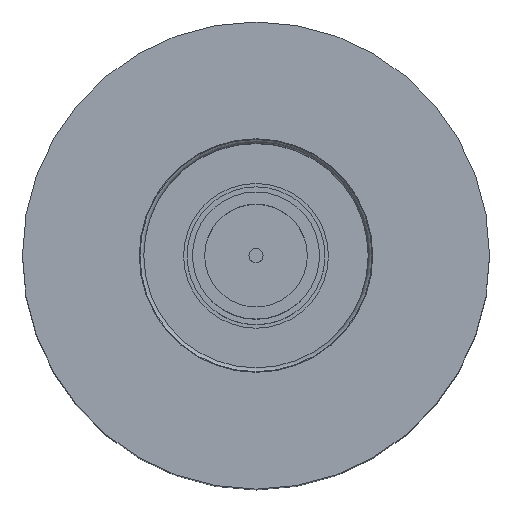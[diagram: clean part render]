
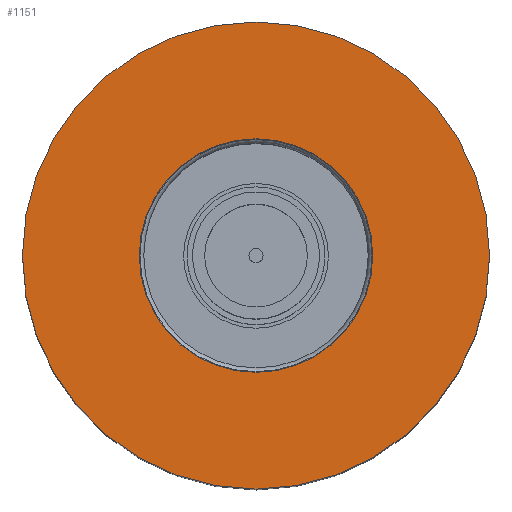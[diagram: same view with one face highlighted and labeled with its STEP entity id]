
A CAD part, top view. The second image highlights one B-rep face of the part: STEP entity #1151.
In plain terms, the highlighted planar face has unit normal (0, 0, 1).
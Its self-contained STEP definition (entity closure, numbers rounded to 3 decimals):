
#44=FACE_BOUND('',#173,.T.);
#63=PLANE('',#1289);
#97=FACE_OUTER_BOUND('',#172,.T.);
#172=EDGE_LOOP('',(#813,#814));
#173=EDGE_LOOP('',(#815,#816));
#327=CIRCLE('',#1290,12.7);
#328=CIRCLE('',#1291,12.7);
#329=CIRCLE('',#1292,6.35);
#330=CIRCLE('',#1293,6.35);
#462=VERTEX_POINT('',#1989);
#463=VERTEX_POINT('',#1990);
#464=VERTEX_POINT('',#1993);
#465=VERTEX_POINT('',#1994);
#596=EDGE_CURVE('',#462,#463,#327,.T.);
#597=EDGE_CURVE('',#463,#462,#328,.T.);
#598=EDGE_CURVE('',#464,#465,#329,.T.);
#599=EDGE_CURVE('',#465,#464,#330,.T.);
#813=ORIENTED_EDGE('',*,*,#596,.F.);
#814=ORIENTED_EDGE('',*,*,#597,.F.);
#815=ORIENTED_EDGE('',*,*,#598,.T.);
#816=ORIENTED_EDGE('',*,*,#599,.T.);
#1151=ADVANCED_FACE('',(#97,#44),#63,.T.);
#1289=AXIS2_PLACEMENT_3D('',#1988,#1578,#1579);
#1290=AXIS2_PLACEMENT_3D('',#1991,#1580,#1581);
#1291=AXIS2_PLACEMENT_3D('',#1992,#1582,#1583);
#1292=AXIS2_PLACEMENT_3D('',#1995,#1584,#1585);
#1293=AXIS2_PLACEMENT_3D('',#1996,#1586,#1587);
#1578=DIRECTION('center_axis',(0.,0.,1.));
#1579=DIRECTION('ref_axis',(1.,0.,0.));
#1580=DIRECTION('center_axis',(0.,0.,-1.));
#1581=DIRECTION('ref_axis',(-1.,0.,0.));
#1582=DIRECTION('center_axis',(0.,0.,-1.));
#1583=DIRECTION('ref_axis',(-1.,0.,0.));
#1584=DIRECTION('center_axis',(0.,0.,-1.));
#1585=DIRECTION('ref_axis',(-1.,0.,0.));
#1586=DIRECTION('center_axis',(0.,0.,-1.));
#1587=DIRECTION('ref_axis',(-1.,0.,0.));
#1988=CARTESIAN_POINT('Origin',(0.,12.7,24.613));
#1989=CARTESIAN_POINT('',(-12.7,0.,24.613));
#1990=CARTESIAN_POINT('',(12.7,0.,24.613));
#1991=CARTESIAN_POINT('Origin',(0.,0.,24.613));
#1992=CARTESIAN_POINT('Origin',(0.,0.,24.613));
#1993=CARTESIAN_POINT('',(-6.35,0.,24.613));
#1994=CARTESIAN_POINT('',(6.35,0.,24.613));
#1995=CARTESIAN_POINT('Origin',(0.,0.,24.613));
#1996=CARTESIAN_POINT('Origin',(0.,0.,24.613));
